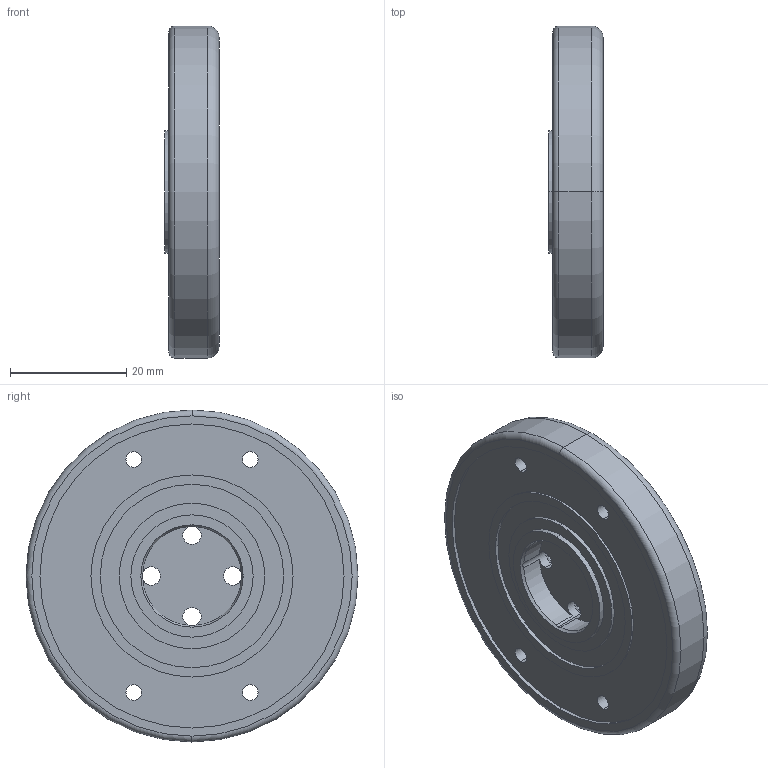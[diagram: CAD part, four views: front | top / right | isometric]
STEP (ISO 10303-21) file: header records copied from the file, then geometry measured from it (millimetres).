
FILE_DESCRIPTION (( 'STEP AP214' ), '1' );
FILE_NAME ('SAM_base_wheel.STEP', '2025-01-01T01:41:16', ( '' ), ( '' ), 'SwSTEP 2.0', 'SolidWorks 2023', '' );
FILE_SCHEMA (( 'AUTOMOTIVE_DESIGN' ));
Length unit declared in the file: millimetre
Products named in the file (1): SAM_base_wheel
Bounding box: 9.3 x 57 x 57 mm (x, y, z)
Volume: 19482.2 mm3; surface area: 7340.2 mm2
Topology: 1 solids, 1 shells, 74 faces, 176 edges, 110 vertices
Faces by surface type: cylinder 40, cone 18, plane 12, torus 4
Entity records: 2253 total; most frequent: DIRECTION 428, CARTESIAN_POINT 399, ORIENTED_EDGE 352, AXIS2_PLACEMENT_3D 183, EDGE_CURVE 176, VERTEX_POINT 110, CIRCLE 108, EDGE_LOOP 96
